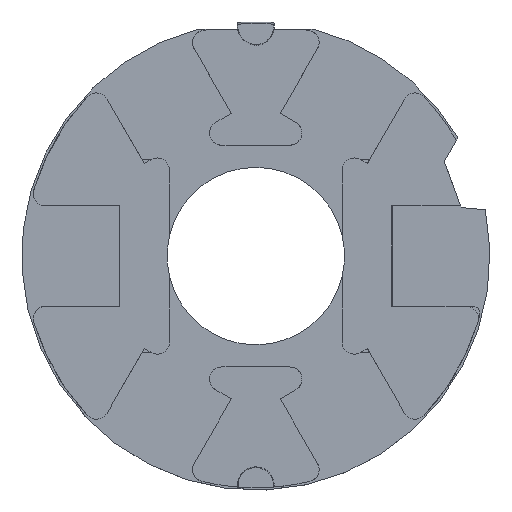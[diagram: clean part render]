
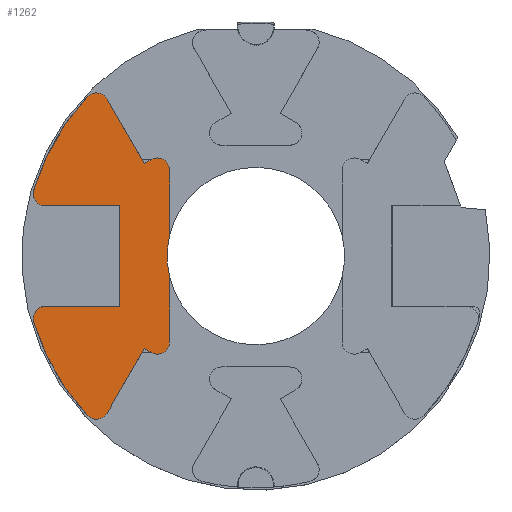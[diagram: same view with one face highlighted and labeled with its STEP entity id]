
A CAD part, top view. The second image highlights one B-rep face of the part: STEP entity #1262.
In plain terms, the highlighted planar face has unit normal (0, 0, 1).
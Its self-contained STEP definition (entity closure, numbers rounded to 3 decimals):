
#1262=ADVANCED_FACE('',(#2623),#2624,.F.);
#2623=FACE_OUTER_BOUND('',#6514,.T.);
#2624=PLANE('',#6515);
#6514=EDGE_LOOP('',(#10271,#10272,#10273,#10274,#10275,#10276,#10277,#10278,#10279,#10280,#10281,#10282,#10283,#10284,#10285,#10286,#10287,#10288,#10289,#10290,#10291,#10292));
#6515=AXIS2_PLACEMENT_3D('',#10293,#10294,#10295);
#10271=ORIENTED_EDGE('',*,*,#11411,.T.);
#10272=ORIENTED_EDGE('',*,*,#12785,.F.);
#10273=ORIENTED_EDGE('',*,*,#12786,.F.);
#10274=ORIENTED_EDGE('',*,*,#11416,.T.);
#10275=ORIENTED_EDGE('',*,*,#12787,.T.);
#10276=ORIENTED_EDGE('',*,*,#11422,.T.);
#10277=ORIENTED_EDGE('',*,*,#11473,.T.);
#10278=ORIENTED_EDGE('',*,*,#12774,.T.);
#10279=ORIENTED_EDGE('',*,*,#11468,.T.);
#10280=ORIENTED_EDGE('',*,*,#11428,.T.);
#10281=ORIENTED_EDGE('',*,*,#12771,.T.);
#10282=ORIENTED_EDGE('',*,*,#12788,.T.);
#10283=ORIENTED_EDGE('',*,*,#12789,.F.);
#10284=ORIENTED_EDGE('',*,*,#12777,.F.);
#10285=ORIENTED_EDGE('',*,*,#12790,.T.);
#10286=ORIENTED_EDGE('',*,*,#12759,.T.);
#10287=ORIENTED_EDGE('',*,*,#12764,.F.);
#10288=ORIENTED_EDGE('',*,*,#12783,.T.);
#10289=ORIENTED_EDGE('',*,*,#11448,.F.);
#10290=ORIENTED_EDGE('',*,*,#12781,.T.);
#10291=ORIENTED_EDGE('',*,*,#11452,.F.);
#10292=ORIENTED_EDGE('',*,*,#12761,.T.);
#10293=CARTESIAN_POINT('',(0.,0.,0.551));
#10294=DIRECTION('',(0.,0.,-1.0));
#10295=DIRECTION('',(0.,-1.0,0.));
#11411=EDGE_CURVE('',#13319,#13320,#13321,.F.);
#11416=EDGE_CURVE('',#13327,#13328,#13329,.F.);
#11422=EDGE_CURVE('',#13338,#13336,#13339,.F.);
#11428=EDGE_CURVE('',#13349,#13347,#13350,.F.);
#11448=EDGE_CURVE('',#13378,#13374,#13380,.T.);
#11452=EDGE_CURVE('',#13385,#13383,#13387,.F.);
#11468=EDGE_CURVE('',#13413,#13349,#13414,.T.);
#11473=EDGE_CURVE('',#13336,#13419,#13421,.T.);
#12759=EDGE_CURVE('',#15316,#15318,#15320,.T.);
#12761=EDGE_CURVE('',#13385,#13319,#15322,.T.);
#12764=EDGE_CURVE('',#15324,#15318,#15326,.F.);
#12771=EDGE_CURVE('',#13347,#15334,#15336,.F.);
#12774=EDGE_CURVE('',#13419,#13413,#15339,.T.);
#12777=EDGE_CURVE('',#15341,#15343,#15344,.T.);
#12781=EDGE_CURVE('',#13378,#13383,#15349,.T.);
#12783=EDGE_CURVE('',#15324,#13374,#15351,.T.);
#12785=EDGE_CURVE('',#15353,#13320,#15354,.T.);
#12786=EDGE_CURVE('',#13327,#15353,#15355,.T.);
#12787=EDGE_CURVE('',#13328,#13338,#15356,.F.);
#12788=EDGE_CURVE('',#15334,#15357,#15358,.F.);
#12789=EDGE_CURVE('',#15343,#15357,#15359,.T.);
#12790=EDGE_CURVE('',#15341,#15316,#15360,.F.);
#13319=VERTEX_POINT('',#16180);
#13320=VERTEX_POINT('',#16181);
#13321=CIRCLE('',#16182,0.498);
#13327=VERTEX_POINT('',#16193);
#13328=VERTEX_POINT('',#16194);
#13329=CIRCLE('',#16195,0.498);
#13336=VERTEX_POINT('',#16204);
#13338=VERTEX_POINT('',#16207);
#13339=CIRCLE('',#16208,0.498);
#13347=VERTEX_POINT('',#16227);
#13349=VERTEX_POINT('',#16230);
#13350=CIRCLE('',#16231,0.498);
#13374=VERTEX_POINT('',#16277);
#13378=VERTEX_POINT('',#16285);
#13380=CIRCLE('',#16288,3.6);
#13383=VERTEX_POINT('',#16291);
#13385=VERTEX_POINT('',#16294);
#13387=CIRCLE('',#16297,0.5);
#13413=VERTEX_POINT('',#16338);
#13414=LINE('',#16339,#16340);
#13419=VERTEX_POINT('',#16347);
#13421=LINE('',#16350,#16351);
#15316=VERTEX_POINT('',#19678);
#15318=VERTEX_POINT('',#19681);
#15320=LINE('',#19684,#19685);
#15322=LINE('',#19687,#19688);
#15324=VERTEX_POINT('',#19690);
#15326=CIRCLE('',#19693,0.5);
#15334=VERTEX_POINT('',#19704);
#15336=CIRCLE('',#19707,9.4);
#15339=LINE('',#19711,#19712);
#15341=VERTEX_POINT('',#19714);
#15343=VERTEX_POINT('',#19717);
#15344=LINE('',#19718,#19719);
#15349=LINE('',#19726,#19727);
#15351=LINE('',#19729,#19730);
#15353=VERTEX_POINT('',#19732);
#15354=LINE('',#19733,#19734);
#15355=LINE('',#19735,#19736);
#15356=CIRCLE('',#19737,9.4);
#15357=VERTEX_POINT('',#19738);
#15358=CIRCLE('',#19739,0.498);
#15359=LINE('',#19740,#19741);
#15360=CIRCLE('',#19742,0.498);
#16180=CARTESIAN_POINT('',(-3.5,3.483,0.551));
#16181=CARTESIAN_POINT('',(-4.246,3.914,0.551));
#16182=AXIS2_PLACEMENT_3D('',#20352,#20353,#20354);
#16193=CARTESIAN_POINT('',(-6.033,6.371,0.551));
#16194=CARTESIAN_POINT('',(-6.826,6.464,0.551));
#16195=AXIS2_PLACEMENT_3D('',#20357,#20358,#20359);
#16204=CARTESIAN_POINT('',(-8.534,2.04,0.551));
#16207=CARTESIAN_POINT('',(-9.011,2.679,0.551));
#16208=AXIS2_PLACEMENT_3D('',#20366,#20367,#20368);
#16227=CARTESIAN_POINT('',(-9.011,-2.679,0.551));
#16230=CARTESIAN_POINT('',(-8.534,-2.04,0.551));
#16231=AXIS2_PLACEMENT_3D('',#20371,#20372,#20373);
#16277=CARTESIAN_POINT('',(-3.5,-0.842,0.551));
#16285=CARTESIAN_POINT('',(-3.5,0.843,0.551));
#16288=AXIS2_PLACEMENT_3D('',#20390,#20391,#20392);
#16291=CARTESIAN_POINT('',(-3.5,3.414,0.551));
#16294=CARTESIAN_POINT('',(-3.5,3.423,0.551));
#16297=AXIS2_PLACEMENT_3D('',#20394,#20395,#20396);
#16338=CARTESIAN_POINT('',(-5.513,-2.04,0.551));
#16339=CARTESIAN_POINT('',(0.,-2.04,0.551));
#16340=VECTOR('',#20406,1.0);
#16347=CARTESIAN_POINT('',(-5.513,2.04,0.551));
#16350=CARTESIAN_POINT('',(0.,2.04,0.551));
#16351=VECTOR('',#20409,1.0);
#19678=CARTESIAN_POINT('',(-3.5,-3.483,0.551));
#19681=CARTESIAN_POINT('',(-3.5,-3.423,0.551));
#19684=CARTESIAN_POINT('',(-3.5,0.,0.551));
#19685=VECTOR('',#21699,1.0);
#19687=CARTESIAN_POINT('',(-3.5,0.,0.551));
#19688=VECTOR('',#21700,1.0);
#19690=CARTESIAN_POINT('',(-3.5,-3.413,0.551));
#19693=AXIS2_PLACEMENT_3D('',#21701,#21702,#21703);
#19704=CARTESIAN_POINT('',(-6.826,-6.464,0.551));
#19707=AXIS2_PLACEMENT_3D('',#21708,#21709,#21710);
#19711=CARTESIAN_POINT('',(-5.513,0.,0.551));
#19712=VECTOR('',#21711,1.0);
#19714=CARTESIAN_POINT('',(-4.246,-3.914,0.551));
#19717=CARTESIAN_POINT('',(-4.523,-3.754,0.551));
#19718=CARTESIAN_POINT('',(-2.756,-4.774,0.551));
#19719=VECTOR('',#21713,1.0);
#19726=CARTESIAN_POINT('',(-3.5,-4.5,0.551));
#19727=VECTOR('',#21716,1.0);
#19729=CARTESIAN_POINT('',(-3.5,-4.5,0.551));
#19730=VECTOR('',#21717,1.0);
#19732=CARTESIAN_POINT('',(-4.523,3.754,0.551));
#19733=CARTESIAN_POINT('',(-2.756,4.774,0.551));
#19734=VECTOR('',#21718,1.0);
#19735=CARTESIAN_POINT('',(-1.767,-1.02,0.551));
#19736=VECTOR('',#21719,1.0);
#19737=AXIS2_PLACEMENT_3D('',#21720,#21721,#21722);
#19738=CARTESIAN_POINT('',(-6.033,-6.37,0.551));
#19739=AXIS2_PLACEMENT_3D('',#21723,#21724,#21725);
#19740=CARTESIAN_POINT('',(-1.767,1.02,0.551));
#19741=VECTOR('',#21726,1.0);
#19742=AXIS2_PLACEMENT_3D('',#21727,#21728,#21729);
#20352=CARTESIAN_POINT('',(-3.998,3.483,0.551));
#20353=DIRECTION('',(0.,0.,-1.0));
#20354=DIRECTION('',(0.0,1.0,0.));
#20357=CARTESIAN_POINT('',(-6.464,6.122,0.551));
#20358=DIRECTION('',(0.,0.,-1.0));
#20359=DIRECTION('',(0.0,1.0,0.));
#20366=CARTESIAN_POINT('',(-8.534,2.537,0.551));
#20367=DIRECTION('',(0.,0.,-1.0));
#20368=DIRECTION('',(0.0,1.0,0.));
#20371=CARTESIAN_POINT('',(-8.534,-2.537,0.551));
#20372=DIRECTION('',(0.,0.,-1.0));
#20373=DIRECTION('',(0.0,1.0,0.));
#20390=CARTESIAN_POINT('',(0.,0.,0.551));
#20391=DIRECTION('',(0.0,0.0,1.0));
#20392=DIRECTION('',(1.0,0.0,0.0));
#20394=CARTESIAN_POINT('',(-4.,3.414,0.551));
#20395=DIRECTION('',(0.0,0.0,1.0));
#20396=DIRECTION('',(1.0,0.0,0.0));
#20406=DIRECTION('',(-1.0,0.0,0.));
#20409=DIRECTION('',(1.0,0.0,0.));
#21699=DIRECTION('',(0.,1.0,0.));
#21700=DIRECTION('',(0.,1.0,0.));
#21701=CARTESIAN_POINT('',(-4.,-3.413,0.551));
#21702=DIRECTION('',(0.0,0.0,1.0));
#21703=DIRECTION('',(1.0,0.0,0.0));
#21708=CARTESIAN_POINT('',(0.,0.,0.551));
#21709=DIRECTION('',(0.,0.,-1.0));
#21710=DIRECTION('',(0.0,1.0,0.));
#21711=DIRECTION('',(0.0,-1.0,0.));
#21713=DIRECTION('',(-0.866,0.5,0.));
#21716=DIRECTION('',(0.,1.0,0.0));
#21717=DIRECTION('',(0.,1.0,0.0));
#21718=DIRECTION('',(0.866,0.5,0.));
#21719=DIRECTION('',(0.5,-0.866,0.));
#21720=CARTESIAN_POINT('',(0.,0.,0.551));
#21721=DIRECTION('',(0.,0.,-1.0));
#21722=DIRECTION('',(0.0,1.0,0.));
#21723=CARTESIAN_POINT('',(-6.464,-6.122,0.551));
#21724=DIRECTION('',(0.,0.,-1.0));
#21725=DIRECTION('',(0.0,1.0,0.));
#21726=DIRECTION('',(-0.5,-0.866,0.));
#21727=CARTESIAN_POINT('',(-3.998,-3.483,0.551));
#21728=DIRECTION('',(0.,0.,-1.0));
#21729=DIRECTION('',(0.0,1.0,0.));
